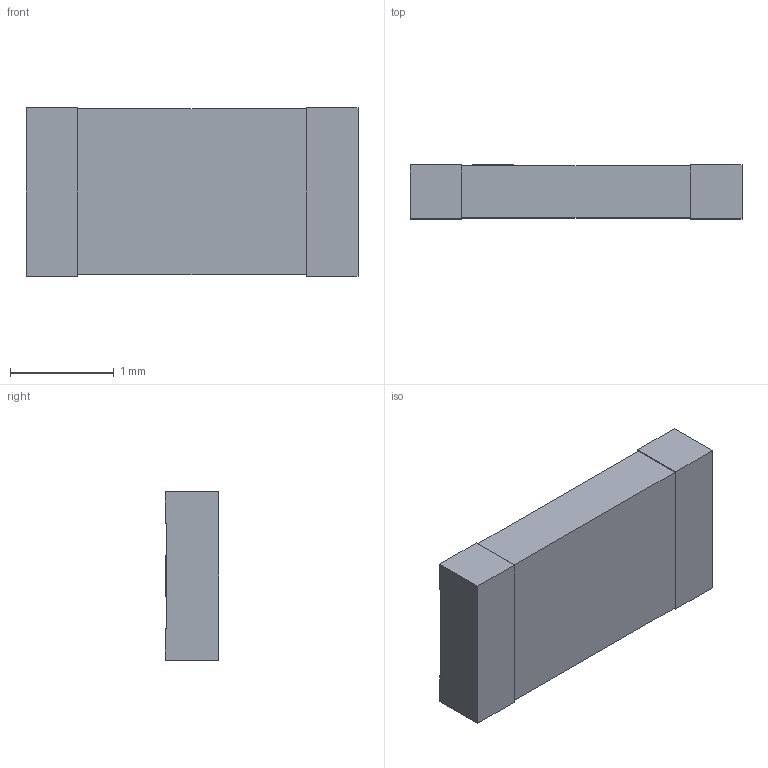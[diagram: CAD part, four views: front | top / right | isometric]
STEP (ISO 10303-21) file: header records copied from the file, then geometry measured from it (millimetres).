
FILE_DESCRIPTION (( 'STEP AP214' ), '1' );
FILE_NAME ('ILA.257_Web.STEP', '2025-01-15T07:27:16', ( '' ), ( '' ), 'SwSTEP 2.0', 'SolidWorks 2022', '' );
FILE_SCHEMA (( 'AUTOMOTIVE_DESIGN' ));
Length unit declared in the file: millimetre
Products named in the file (1): ILA.257_Web
Bounding box: 3.2 x 0.52 x 1.62 mm (x, y, z)
Volume: 2.6 mm3; surface area: 15.3 mm2
Topology: 1 solids, 1 shells, 27 faces, 72 edges, 48 vertices
Faces by surface type: plane 27
Entity records: 1069 total; most frequent: CARTESIAN_POINT 148, ORIENTED_EDGE 144, DIRECTION 128, LINE 72, EDGE_CURVE 72, VECTOR 72, VERTEX_POINT 48, EDGE_LOOP 28
